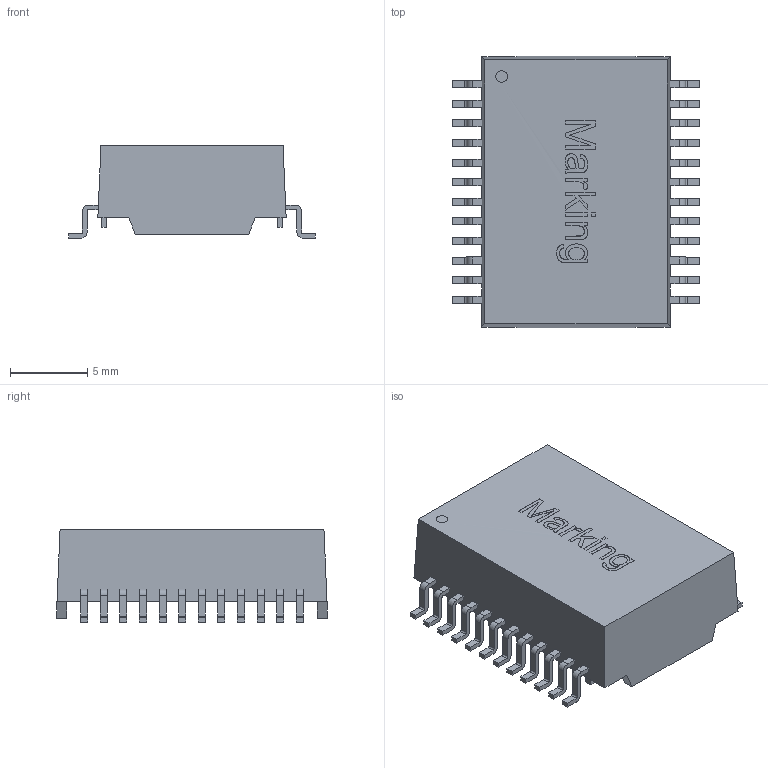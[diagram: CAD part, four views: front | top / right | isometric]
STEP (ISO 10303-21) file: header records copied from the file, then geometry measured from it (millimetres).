
FILE_DESCRIPTION(/* description */ ('Unknown'),/* implementation_level */ '2;1');
FILE_NAME(/* name */ 'T_Wurth_WE-LAN_749024015C',/* time_stamp */ '2025-08-26T17:06:05+08:00',/* author */ ('Unknown'),/* organization */ ('Unknown'),/* preprocessor_version */ 'ST-DEVELOPER v19.4',/* originating_system */ 'Solid Edge',/* authorisation */ 'Unknown');
FILE_SCHEMA (('AUTOMOTIVE_DESIGN {1 0 10303 214 3 1 1}'));
Length unit declared in the file: millimetre
Products named in the file (2): T_Wurth_WE-LAN_749024015C
Assembly tree (1 placements, depth 2):
  T_Wurth_WE-LAN_749024015C
    T_Wurth_WE-LAN_749024015C
Bounding box: 16 x 17.6 x 6 mm (x, y, z)
Volume: 210.8 mm3; surface area: 1118.3 mm2
Topology: 1 solids, 1 shells, 522 faces, 1384 edges, 923 vertices
Faces by surface type: plane 411, cylinder 98, bspline 13
Full cylindrical faces by diameter (mm): 0.75 x1
Entity records: 20219 total; most frequent: CARTESIAN_POINT 3621, ORIENTED_EDGE 2764, DIRECTION 2472, EDGE_CURVE 1382, LINE 1062, VECTOR 1062, VERTEX_POINT 923, AXIS2_PLACEMENT_3D 705
